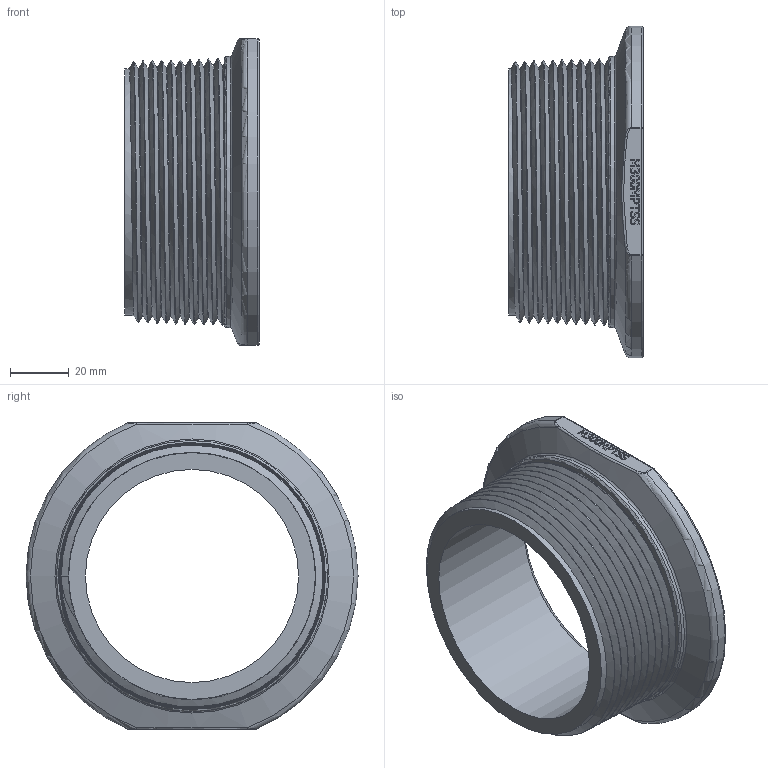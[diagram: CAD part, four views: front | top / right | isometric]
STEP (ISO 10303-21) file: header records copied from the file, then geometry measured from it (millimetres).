
FILE_DESCRIPTION(/* description */ ('3" MNPT X 3" MNFLD FLG.'),/* implementation_level */ '2;1');
FILE_NAME(/* name */ 'M300MPTSS.stp',/* time_stamp */ '2016-01-14T08:20:51-05:00',/* author */ ('areid'),/* organization */ (''),/* preprocessor_version */ 'ST-DEVELOPER v16.1',/* originating_system */ 'Autodesk Inventor 2016',/* authorisation */ '');
FILE_SCHEMA (('AUTOMOTIVE_DESIGN { 1 0 10303 214 3 1 1 }'));
Length unit declared in the file: inch
Products named in the file (1): M300MPTSS
Bounding box: 45.72 x 112.78 x 104.14 mm (x, y, z)
Volume: 107775.5 mm3; surface area: 40499.5 mm2
Topology: 1 solids, 1 shells, 286 faces, 763 edges, 497 vertices
Faces by surface type: bspline 125, plane 123, cone 15, cylinder 12, torus 7, sphere 4
Full cylindrical faces by diameter (mm): 72.39 x1, 92.075 x1, 94.31 x1
Entity records: 11990 total; most frequent: CARTESIAN_POINT 6018, ORIENTED_EDGE 1438, DIRECTION 807, EDGE_CURVE 719, VERTEX_POINT 476, LINE 419, VECTOR 419, EDGE_LOOP 309
